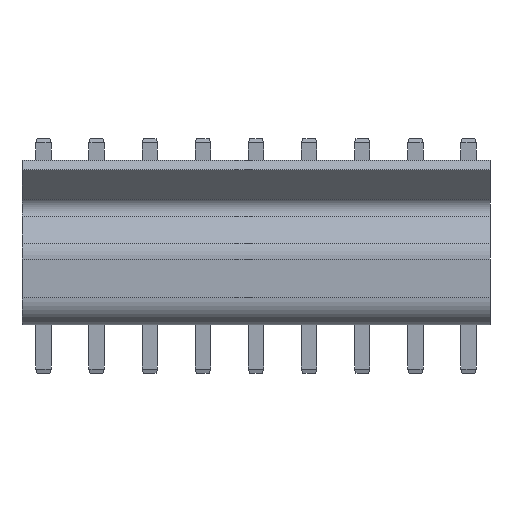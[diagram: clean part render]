
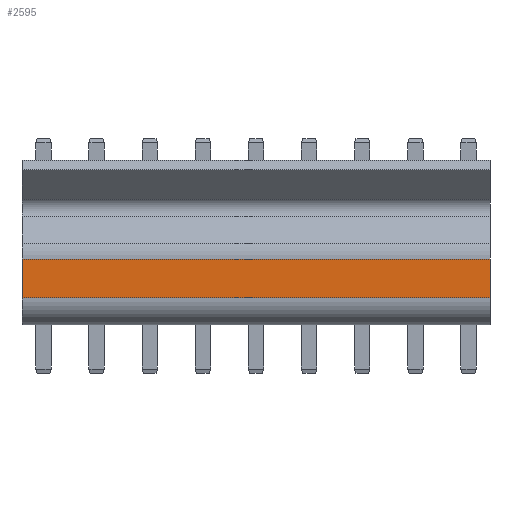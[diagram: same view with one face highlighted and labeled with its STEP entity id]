
A CAD part, front view. The second image highlights one B-rep face of the part: STEP entity #2595.
In plain terms, the highlighted planar face has unit normal (0, -1, 0).
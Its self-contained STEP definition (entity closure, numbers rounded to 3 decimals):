
#44 = PLANE('',#45);
#45 = AXIS2_PLACEMENT_3D('',#46,#47,#48);
#46 = CARTESIAN_POINT('',(33.28,-1.152,4.474));
#47 = DIRECTION('',(1.,0.,-0.));
#48 = DIRECTION('',(-0.,0.,-1.));
#490 = VERTEX_POINT('',#491);
#491 = CARTESIAN_POINT('',(33.28,-4.6,4.9));
#506 = CYLINDRICAL_SURFACE('',#507,1.925);
#507 = AXIS2_PLACEMENT_3D('',#508,#509,#510);
#508 = CARTESIAN_POINT('',(33.28,-2.676,4.958));
#509 = DIRECTION('',(1.,0.,0.));
#510 = DIRECTION('',(0.,-0.813,0.583)
);
#518 = EDGE_CURVE('',#490,#519,#521,.T.);
#519 = VERTEX_POINT('',#520);
#520 = CARTESIAN_POINT('',(33.28,-4.6,2.));
#521 = SURFACE_CURVE('',#522,(#526,#533),.PCURVE_S1.);
#522 = LINE('',#523,#524);
#523 = CARTESIAN_POINT('',(33.28,-4.6,4.9));
#524 = VECTOR('',#525,1.);
#525 = DIRECTION('',(-0.,0.,-1.));
#526 = PCURVE('',#44,#527);
#527 = DEFINITIONAL_REPRESENTATION('',(#528),#532);
#528 = LINE('',#529,#530);
#529 = CARTESIAN_POINT('',(-0.426,-3.448));
#530 = VECTOR('',#531,1.);
#531 = DIRECTION('',(1.,0.));
#532 = ( GEOMETRIC_REPRESENTATION_CONTEXT(2)
PARAMETRIC_REPRESENTATION_CONTEXT() REPRESENTATION_CONTEXT('2D SPACE',''
) );
#533 = PCURVE('',#534,#539);
#534 = PLANE('',#535);
#535 = AXIS2_PLACEMENT_3D('',#536,#537,#538);
#536 = CARTESIAN_POINT('',(33.28,-4.6,4.9));
#537 = DIRECTION('',(0.,-1.,0.));
#538 = DIRECTION('',(-0.,0.,-1.));
#539 = DEFINITIONAL_REPRESENTATION('',(#540),#544);
#540 = LINE('',#541,#542);
#541 = CARTESIAN_POINT('',(0.,0.));
#542 = VECTOR('',#543,1.);
#543 = DIRECTION('',(1.,0.));
#544 = ( GEOMETRIC_REPRESENTATION_CONTEXT(2)
PARAMETRIC_REPRESENTATION_CONTEXT() REPRESENTATION_CONTEXT('2D SPACE',''
) );
#563 = CYLINDRICAL_SURFACE('',#564,1.961);
#564 = AXIS2_PLACEMENT_3D('',#565,#566,#567);
#565 = CARTESIAN_POINT('',(33.28,-2.64,1.96));
#566 = DIRECTION('',(1.,0.,0.));
#567 = DIRECTION('',(0.,-1.,
0.02));
#836 = PLANE('',#837);
#837 = AXIS2_PLACEMENT_3D('',#838,#839,#840);
#838 = CARTESIAN_POINT('',(-1.6,-1.152,4.474));
#839 = DIRECTION('',(1.,0.,-0.));
#840 = DIRECTION('',(-0.,0.,-1.));
#2551 = VERTEX_POINT('',#2552);
#2552 = CARTESIAN_POINT('',(-1.6,-4.6,4.9));
#2574 = EDGE_CURVE('',#490,#2551,#2575,.T.);
#2575 = SURFACE_CURVE('',#2576,(#2580,#2587),.PCURVE_S1.);
#2576 = LINE('',#2577,#2578);
#2577 = CARTESIAN_POINT('',(33.28,-4.6,4.9));
#2578 = VECTOR('',#2579,1.);
#2579 = DIRECTION('',(-1.,0.,0.));
#2580 = PCURVE('',#506,#2581);
#2581 = DEFINITIONAL_REPRESENTATION('',(#2582),#2586);
#2582 = LINE('',#2583,#2584);
#2583 = CARTESIAN_POINT('',(0.652,0.));
#2584 = VECTOR('',#2585,1.);
#2585 = DIRECTION('',(0.,-1.));
#2586 = ( GEOMETRIC_REPRESENTATION_CONTEXT(2)
PARAMETRIC_REPRESENTATION_CONTEXT() REPRESENTATION_CONTEXT('2D SPACE',''
) );
#2587 = PCURVE('',#534,#2588);
#2588 = DEFINITIONAL_REPRESENTATION('',(#2589),#2593);
#2589 = LINE('',#2590,#2591);
#2590 = CARTESIAN_POINT('',(0.,0.));
#2591 = VECTOR('',#2592,1.);
#2592 = DIRECTION('',(0.,-1.));
#2593 = ( GEOMETRIC_REPRESENTATION_CONTEXT(2)
PARAMETRIC_REPRESENTATION_CONTEXT() REPRESENTATION_CONTEXT('2D SPACE',''
) );
#2595 = ADVANCED_FACE('',(#2596),#534,.T.);
#2596 = FACE_BOUND('',#2597,.T.);
#2597 = EDGE_LOOP('',(#2598,#2599,#2622,#2643));
#2598 = ORIENTED_EDGE('',*,*,#2574,.T.);
#2599 = ORIENTED_EDGE('',*,*,#2600,.T.);
#2600 = EDGE_CURVE('',#2551,#2601,#2603,.T.);
#2601 = VERTEX_POINT('',#2602);
#2602 = CARTESIAN_POINT('',(-1.6,-4.6,2.));
#2603 = SURFACE_CURVE('',#2604,(#2608,#2615),.PCURVE_S1.);
#2604 = LINE('',#2605,#2606);
#2605 = CARTESIAN_POINT('',(-1.6,-4.6,4.9));
#2606 = VECTOR('',#2607,1.);
#2607 = DIRECTION('',(-0.,0.,-1.));
#2608 = PCURVE('',#534,#2609);
#2609 = DEFINITIONAL_REPRESENTATION('',(#2610),#2614);
#2610 = LINE('',#2611,#2612);
#2611 = CARTESIAN_POINT('',(0.,-34.88));
#2612 = VECTOR('',#2613,1.);
#2613 = DIRECTION('',(1.,0.));
#2614 = ( GEOMETRIC_REPRESENTATION_CONTEXT(2)
PARAMETRIC_REPRESENTATION_CONTEXT() REPRESENTATION_CONTEXT('2D SPACE',''
) );
#2615 = PCURVE('',#836,#2616);
#2616 = DEFINITIONAL_REPRESENTATION('',(#2617),#2621);
#2617 = LINE('',#2618,#2619);
#2618 = CARTESIAN_POINT('',(-0.426,-3.448));
#2619 = VECTOR('',#2620,1.);
#2620 = DIRECTION('',(1.,0.));
#2621 = ( GEOMETRIC_REPRESENTATION_CONTEXT(2)
PARAMETRIC_REPRESENTATION_CONTEXT() REPRESENTATION_CONTEXT('2D SPACE',''
) );
#2622 = ORIENTED_EDGE('',*,*,#2623,.F.);
#2623 = EDGE_CURVE('',#519,#2601,#2624,.T.);
#2624 = SURFACE_CURVE('',#2625,(#2629,#2636),.PCURVE_S1.);
#2625 = LINE('',#2626,#2627);
#2626 = CARTESIAN_POINT('',(33.28,-4.6,2.));
#2627 = VECTOR('',#2628,1.);
#2628 = DIRECTION('',(-1.,0.,0.));
#2629 = PCURVE('',#534,#2630);
#2630 = DEFINITIONAL_REPRESENTATION('',(#2631),#2635);
#2631 = LINE('',#2632,#2633);
#2632 = CARTESIAN_POINT('',(2.9,0.));
#2633 = VECTOR('',#2634,1.);
#2634 = DIRECTION('',(0.,-1.));
#2635 = ( GEOMETRIC_REPRESENTATION_CONTEXT(2)
PARAMETRIC_REPRESENTATION_CONTEXT() REPRESENTATION_CONTEXT('2D SPACE',''
) );
#2636 = PCURVE('',#563,#2637);
#2637 = DEFINITIONAL_REPRESENTATION('',(#2638),#2642);
#2638 = LINE('',#2639,#2640);
#2639 = CARTESIAN_POINT('',(0.,0.));
#2640 = VECTOR('',#2641,1.);
#2641 = DIRECTION('',(0.,-1.));
#2642 = ( GEOMETRIC_REPRESENTATION_CONTEXT(2)
PARAMETRIC_REPRESENTATION_CONTEXT() REPRESENTATION_CONTEXT('2D SPACE',''
) );
#2643 = ORIENTED_EDGE('',*,*,#518,.F.);
